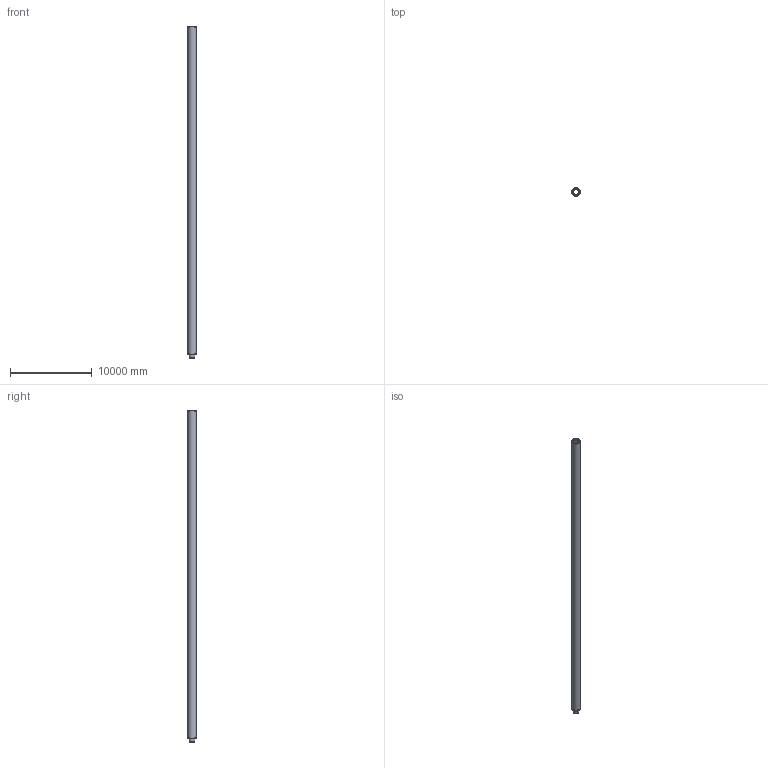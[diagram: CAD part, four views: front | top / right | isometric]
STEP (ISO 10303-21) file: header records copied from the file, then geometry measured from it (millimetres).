
FILE_DESCRIPTION(/* description */ (''),/* implementation_level */ '2;1');
FILE_NAME(/* name */ '58019.070X_3D.stp',/* time_stamp */ '2024-12-12T09:48:02+01:00',/* author */ ('CAD'),/* organization */ (''),/* preprocessor_version */ 'ST-DEVELOPER v20',/* originating_system */ 'AutoCAD Mechanical',/* authorisation */ '');
FILE_SCHEMA (('AUTOMOTIVE_DESIGN { 1 0 10303 214 3 1 1 }'));
Length unit declared in the file: centimetre
Products named in the file (2): Product; *S0
Assembly tree (1 placements, depth 2):
  Product
    *S0
Bounding box: 1020 x 1020 x 40550 mm (x, y, z)
Volume: 17385624351.6 mm3; surface area: 652449555.9 mm2
Topology: 5 solids, 5 shells, 56 faces, 112 edges, 72 vertices
Faces by surface type: cylinder 19, plane 16, torus 9, bspline 6, cone 6
Full cylindrical faces by diameter (mm): 698 x1, 730 x3, 760 x1, 792 x2, 805 x2, 810 x1, 842 x3, 980 x4, 1020 x2
Entity records: 1706 total; most frequent: CARTESIAN_POINT 399, DIRECTION 305, ORIENTED_EDGE 224, AXIS2_PLACEMENT_3D 140, EDGE_CURVE 112, CIRCLE 87, EDGE_LOOP 72, VERTEX_POINT 72
